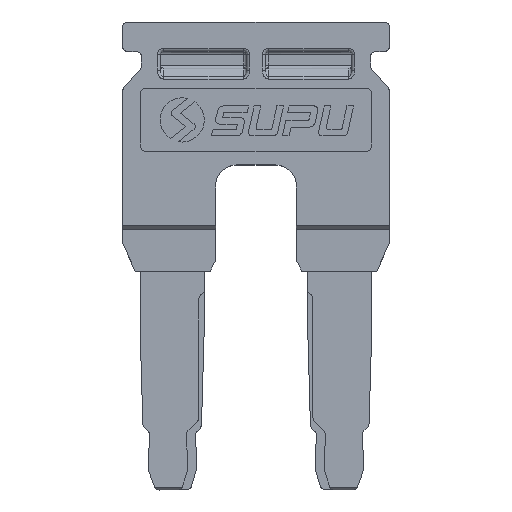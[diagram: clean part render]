
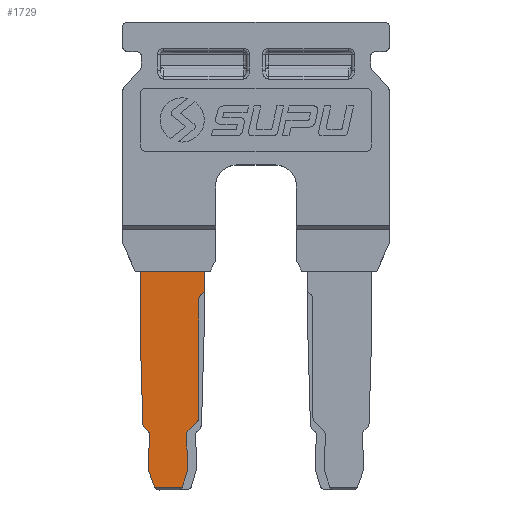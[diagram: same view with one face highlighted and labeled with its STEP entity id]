
A CAD part, top view. The second image highlights one B-rep face of the part: STEP entity #1729.
In plain terms, the highlighted planar face has unit normal (0, 0, 1).
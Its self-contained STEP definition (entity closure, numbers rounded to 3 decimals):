
#826=FACE_OUTER_BOUND('',#2747,.T.);
#1150=CIRCLE('',#11632,0.5);
#1151=CIRCLE('',#11635,0.5);
#1152=CIRCLE('',#11638,0.5);
#1153=CIRCLE('',#11641,0.5);
#1154=CIRCLE('',#11646,0.5);
#1156=CIRCLE('',#11653,0.5);
#1158=CIRCLE('',#11657,0.5);
#1160=CIRCLE('',#11661,0.5);
#1162=CIRCLE('',#11666,0.5);
#1729=ADVANCED_FACE('',(#826),#2143,.T.);
#2143=PLANE('',#11694);
#2747=EDGE_LOOP('',(#5441,#5442,#5443,#5444,#5445,#5446,#5447,#5448,#5449,
#5450,#5451,#5452,#5453,#5454,#5455,#5456,#5457,#5458,#5459,#5460,#5461,
#5462));
#5441=ORIENTED_EDGE('',*,*,#8301,.T.);
#5442=ORIENTED_EDGE('',*,*,#6990,.T.);
#5443=ORIENTED_EDGE('',*,*,#8300,.T.);
#5444=ORIENTED_EDGE('',*,*,#8242,.T.);
#5445=ORIENTED_EDGE('',*,*,#8246,.T.);
#5446=ORIENTED_EDGE('',*,*,#8249,.T.);
#5447=ORIENTED_EDGE('',*,*,#8252,.T.);
#5448=ORIENTED_EDGE('',*,*,#8255,.T.);
#5449=ORIENTED_EDGE('',*,*,#8258,.T.);
#5450=ORIENTED_EDGE('',*,*,#8261,.T.);
#5451=ORIENTED_EDGE('',*,*,#8264,.T.);
#5452=ORIENTED_EDGE('',*,*,#8239,.T.);
#5453=ORIENTED_EDGE('',*,*,#8236,.T.);
#5454=ORIENTED_EDGE('',*,*,#8233,.T.);
#5455=ORIENTED_EDGE('',*,*,#8231,.T.);
#5456=ORIENTED_EDGE('',*,*,#8229,.T.);
#5457=ORIENTED_EDGE('',*,*,#8227,.T.);
#5458=ORIENTED_EDGE('',*,*,#8225,.T.);
#5459=ORIENTED_EDGE('',*,*,#8223,.T.);
#5460=ORIENTED_EDGE('',*,*,#8221,.T.);
#5461=ORIENTED_EDGE('',*,*,#8219,.T.);
#5462=ORIENTED_EDGE('',*,*,#8217,.T.);
#5973=VERTEX_POINT('',#14935);
#5980=VERTEX_POINT('',#14948);
#6772=VERTEX_POINT('',#17718);
#6773=VERTEX_POINT('',#17720);
#6774=VERTEX_POINT('',#17724);
#6775=VERTEX_POINT('',#17728);
#6776=VERTEX_POINT('',#17732);
#6777=VERTEX_POINT('',#17736);
#6778=VERTEX_POINT('',#17740);
#6779=VERTEX_POINT('',#17744);
#6780=VERTEX_POINT('',#17748);
#6781=VERTEX_POINT('',#17752);
#6782=VERTEX_POINT('',#17757);
#6783=VERTEX_POINT('',#17761);
#6786=VERTEX_POINT('',#17768);
#6787=VERTEX_POINT('',#17770);
#6789=VERTEX_POINT('',#17776);
#6791=VERTEX_POINT('',#17782);
#6793=VERTEX_POINT('',#17788);
#6795=VERTEX_POINT('',#17794);
#6797=VERTEX_POINT('',#17800);
#6799=VERTEX_POINT('',#17806);
#6990=EDGE_CURVE('',#5973,#5980,#8551,.T.);
#8217=EDGE_CURVE('',#6773,#6772,#1150,.T.);
#8219=EDGE_CURVE('',#6774,#6773,#9517,.T.);
#8221=EDGE_CURVE('',#6775,#6774,#1151,.T.);
#8223=EDGE_CURVE('',#6776,#6775,#9520,.T.);
#8225=EDGE_CURVE('',#6777,#6776,#1152,.T.);
#8227=EDGE_CURVE('',#6778,#6777,#9523,.T.);
#8229=EDGE_CURVE('',#6779,#6778,#1153,.T.);
#8231=EDGE_CURVE('',#6780,#6779,#9526,.T.);
#8233=EDGE_CURVE('',#6781,#6780,#9528,.T.);
#8236=EDGE_CURVE('',#6782,#6781,#1154,.T.);
#8239=EDGE_CURVE('',#6783,#6782,#9530,.T.);
#8242=EDGE_CURVE('',#6787,#6786,#9533,.T.);
#8246=EDGE_CURVE('',#6786,#6789,#1156,.T.);
#8249=EDGE_CURVE('',#6789,#6791,#9538,.T.);
#8252=EDGE_CURVE('',#6791,#6793,#1158,.T.);
#8255=EDGE_CURVE('',#6793,#6795,#9542,.T.);
#8258=EDGE_CURVE('',#6795,#6797,#1160,.T.);
#8261=EDGE_CURVE('',#6797,#6799,#9546,.T.);
#8264=EDGE_CURVE('',#6799,#6783,#1162,.T.);
#8300=EDGE_CURVE('',#5980,#6787,#9570,.T.);
#8301=EDGE_CURVE('',#6772,#5973,#9571,.T.);
#8551=LINE('',#14949,#9751);
#9517=LINE('',#17723,#10717);
#9520=LINE('',#17731,#10720);
#9523=LINE('',#17739,#10723);
#9526=LINE('',#17747,#10726);
#9528=LINE('',#17751,#10728);
#9530=LINE('',#17762,#10730);
#9533=LINE('',#17769,#10733);
#9538=LINE('',#17783,#10738);
#9542=LINE('',#17795,#10742);
#9546=LINE('',#17807,#10746);
#9570=LINE('',#17882,#10770);
#9571=LINE('',#17884,#10771);
#9751=VECTOR('',#11879,1.);
#10717=VECTOR('',#14253,1.);
#10720=VECTOR('',#14262,1.);
#10723=VECTOR('',#14271,1.);
#10726=VECTOR('',#14280,1.);
#10728=VECTOR('',#14284,1.);
#10730=VECTOR('',#14298,1.);
#10733=VECTOR('',#14303,1.);
#10738=VECTOR('',#14316,1.);
#10742=VECTOR('',#14328,1.);
#10746=VECTOR('',#14340,1.);
#10770=VECTOR('',#14424,1.);
#10771=VECTOR('',#14427,1.);
#11632=AXIS2_PLACEMENT_3D('',#17719,#14248,#14249);
#11635=AXIS2_PLACEMENT_3D('',#17727,#14257,#14258);
#11638=AXIS2_PLACEMENT_3D('',#17735,#14266,#14267);
#11641=AXIS2_PLACEMENT_3D('',#17743,#14275,#14276);
#11646=AXIS2_PLACEMENT_3D('',#17756,#14290,#14291);
#11653=AXIS2_PLACEMENT_3D('',#17777,#14310,#14311);
#11657=AXIS2_PLACEMENT_3D('',#17789,#14322,#14323);
#11661=AXIS2_PLACEMENT_3D('',#17801,#14334,#14335);
#11666=AXIS2_PLACEMENT_3D('',#17812,#14347,#14348);
#11694=AXIS2_PLACEMENT_3D('',#17885,#14428,#14429);
#11879=DIRECTION('',(-1.,0.,0.));
#14248=DIRECTION('',(0.,0.,1.));
#14249=DIRECTION('',(1.,0.,0.));
#14253=DIRECTION('',(0.864,0.504,0.));
#14257=DIRECTION('',(0.,0.,-1.));
#14258=DIRECTION('',(1.,0.,0.));
#14262=DIRECTION('',(0.,1.,0.));
#14266=DIRECTION('',(0.,0.,1.));
#14267=DIRECTION('',(1.,0.,0.));
#14271=DIRECTION('',(0.709,0.705,0.));
#14275=DIRECTION('',(0.,0.,-1.));
#14276=DIRECTION('',(1.,0.,0.));
#14280=DIRECTION('',(-0.038,0.999,0.));
#14284=DIRECTION('',(0.297,0.955,0.));
#14290=DIRECTION('',(0.,0.,1.));
#14291=DIRECTION('',(1.,0.,0.));
#14298=DIRECTION('',(1.,0.,0.));
#14303=DIRECTION('',(0.029,-1.,0.));
#14310=DIRECTION('',(0.,0.,1.));
#14311=DIRECTION('',(1.,0.,0.));
#14316=DIRECTION('',(0.711,-0.703,0.));
#14322=DIRECTION('',(0.,0.,-1.));
#14323=DIRECTION('',(1.,0.,0.));
#14328=DIRECTION('',(-0.038,-0.999,0.));
#14334=DIRECTION('',(0.,0.,1.));
#14335=DIRECTION('',(1.,0.,0.));
#14340=DIRECTION('',(0.346,-0.938,0.));
#14347=DIRECTION('',(0.,0.,1.));
#14348=DIRECTION('',(1.,0.,0.));
#14424=DIRECTION('',(0.,-1.,0.));
#14427=DIRECTION('',(0.,1.,0.));
#14428=DIRECTION('',(0.,0.,1.));
#14429=DIRECTION('',(1.,0.,0.));
#14935=CARTESIAN_POINT('',(-4.875,-17.031,1.4));
#14948=CARTESIAN_POINT('',(-10.98,-17.031,1.4));
#14949=CARTESIAN_POINT('',(-12.695,-17.031,1.4));
#17718=CARTESIAN_POINT('',(-4.875,-18.773,1.4));
#17719=CARTESIAN_POINT('',(-5.375,-18.773,1.4));
#17720=CARTESIAN_POINT('',(-5.123,-19.205,1.4));
#17723=CARTESIAN_POINT('',(-5.177,-19.237,1.4));
#17724=CARTESIAN_POINT('',(-5.177,-19.237,1.4));
#17727=CARTESIAN_POINT('',(-4.925,-19.669,1.4));
#17728=CARTESIAN_POINT('',(-5.425,-19.669,1.4));
#17731=CARTESIAN_POINT('',(-5.425,-30.988,1.4));
#17732=CARTESIAN_POINT('',(-5.425,-30.988,1.4));
#17735=CARTESIAN_POINT('',(-5.925,-30.988,1.4));
#17736=CARTESIAN_POINT('',(-5.573,-31.343,1.4));
#17739=CARTESIAN_POINT('',(-6.465,-32.231,1.4));
#17740=CARTESIAN_POINT('',(-6.465,-32.231,1.4));
#17743=CARTESIAN_POINT('',(-6.113,-32.586,1.4));
#17744=CARTESIAN_POINT('',(-6.612,-32.605,1.4));
#17747=CARTESIAN_POINT('',(-6.489,-35.894,1.4));
#17748=CARTESIAN_POINT('',(-6.489,-35.894,1.4));
#17751=CARTESIAN_POINT('',(-6.988,-37.499,1.4));
#17752=CARTESIAN_POINT('',(-6.988,-37.499,1.4));
#17756=CARTESIAN_POINT('',(-7.465,-37.35,1.4));
#17757=CARTESIAN_POINT('',(-7.065,-37.65,1.4));
#17761=CARTESIAN_POINT('',(-9.593,-37.65,1.4));
#17762=CARTESIAN_POINT('',(-7.465,-37.65,1.4));
#17768=CARTESIAN_POINT('',(-10.761,-31.535,1.4));
#17769=CARTESIAN_POINT('',(-10.98,-24.059,1.4));
#17770=CARTESIAN_POINT('',(-10.98,-24.059,1.4));
#17776=CARTESIAN_POINT('',(-10.613,-31.875,1.4));
#17777=CARTESIAN_POINT('',(-10.261,-31.519,1.4));
#17782=CARTESIAN_POINT('',(-10.276,-32.208,1.4));
#17783=CARTESIAN_POINT('',(-10.613,-31.875,1.4));
#17788=CARTESIAN_POINT('',(-10.128,-32.582,1.4));
#17789=CARTESIAN_POINT('',(-10.628,-32.563,1.4));
#17794=CARTESIAN_POINT('',(-10.25,-35.819,1.4));
#17795=CARTESIAN_POINT('',(-10.128,-32.582,1.4));
#17800=CARTESIAN_POINT('',(-10.219,-36.011,1.4));
#17801=CARTESIAN_POINT('',(-9.75,-35.838,1.4));
#17806=CARTESIAN_POINT('',(-9.662,-37.523,1.4));
#17807=CARTESIAN_POINT('',(-10.219,-36.011,1.4));
#17812=CARTESIAN_POINT('',(-9.193,-37.35,1.4));
#17882=CARTESIAN_POINT('',(-10.98,-16.329,1.4));
#17884=CARTESIAN_POINT('',(-4.875,-18.773,1.4));
#17885=CARTESIAN_POINT('',(-11.375,-14.495,1.4));
